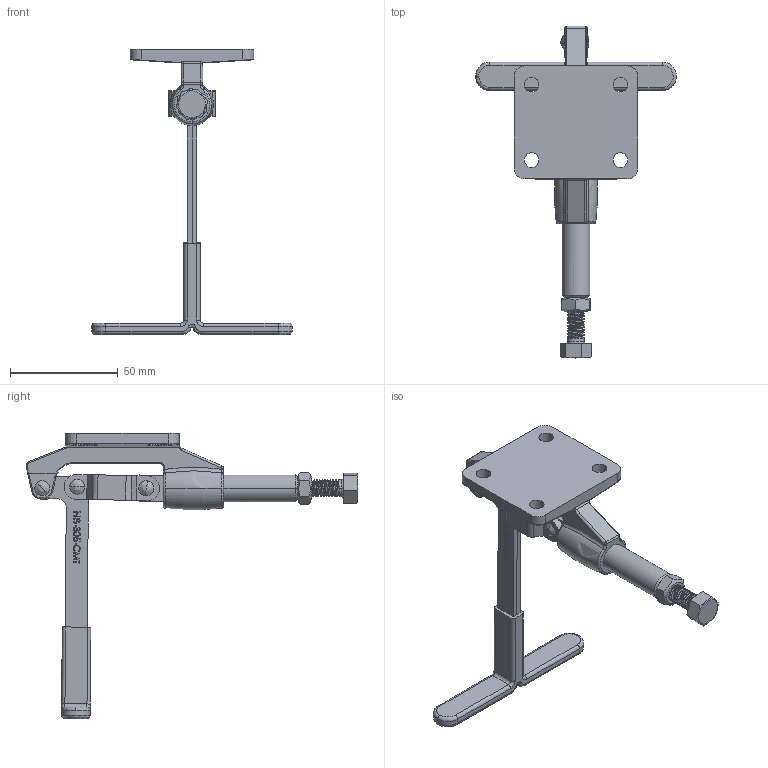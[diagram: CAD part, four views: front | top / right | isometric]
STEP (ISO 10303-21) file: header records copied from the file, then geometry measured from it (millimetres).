
FILE_DESCRIPTION (( 'STEP AP203' ), '1' );
FILE_NAME ('HS-305-CMT.STEP', '2019-10-06T08:49:43', ( '微软用户' ), ( '微软中国' ), 'SwSTEP 2.0', 'SolidWorks 2012', '' );
FILE_SCHEMA (( 'CONFIG_CONTROL_DESIGN' ));
Products named in the file (11): HS-305-CMT; PRT0008_; PRT0007_; HS-305-CMT_T-HANDLE_______ASM; NONE-15546_; NONE-12345_; PRT0006__1; 305-CMT-05______; PRT0005__1; PRT0004__1; PRT0003__1
Assembly tree (13 placements, depth 3):
  HS-305-CMT
    PRT0003__1  x2
    PRT0004__1  x3
    PRT0005__1
    305-CMT-05______
    PRT0006__1
    HS-305-CMT_T-HANDLE_______ASM
      NONE-12345_
      NONE-15546_
    PRT0007_
    PRT0008_
Bounding box: 93 x 153.74 x 132.06 mm (x, y, z)
Volume: 48929.8 mm3; surface area: 40365.6 mm2
Topology: 11 solids, 12 shells, 919 faces, 2516 edges, 1636 vertices
Faces by surface type: plane 477, cylinder 301, bspline 112, cone 26, torus 3
Entity records: 81585 total; most frequent: CARTESIAN_POINT 59538, ORIENTED_EDGE 4760, DIRECTION 3597, EDGE_CURVE 2382, VERTEX_POINT 1560, VECTOR 1533, LINE 1533, AXIS2_PLACEMENT_3D 1032
